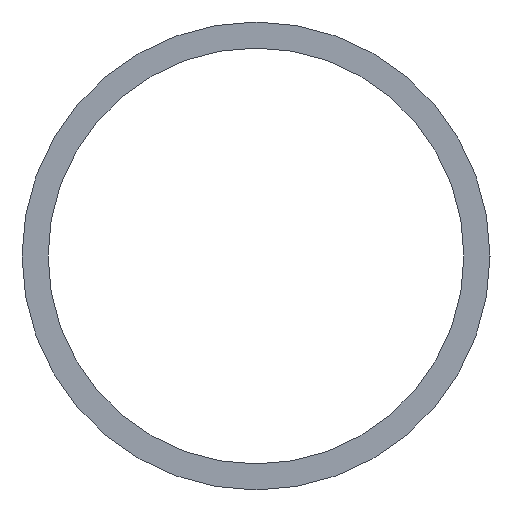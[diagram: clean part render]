
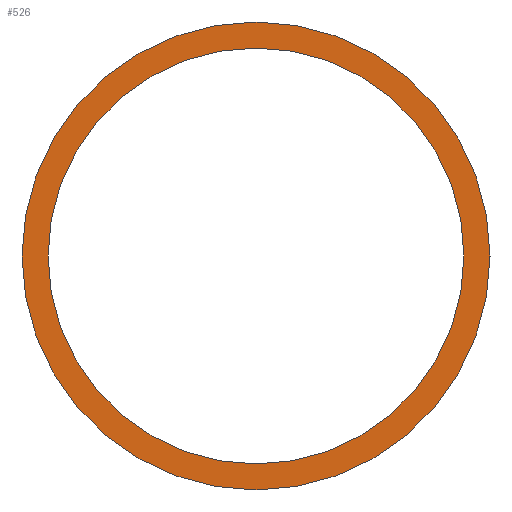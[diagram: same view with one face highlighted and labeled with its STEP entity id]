
A CAD part, left-side view. The second image highlights one B-rep face of the part: STEP entity #526.
In plain terms, the highlighted planar face has unit normal (-1, 0, 0).
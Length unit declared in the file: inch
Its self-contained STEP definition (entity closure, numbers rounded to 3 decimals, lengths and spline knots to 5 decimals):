
#1 = AXIS2_PLACEMENT_3D ( 'NONE', #524, #388, #21 ) ;
#21 = DIRECTION ( 'NONE',  ( 0., 0., -1. ) ) ;
#25 = CIRCLE ( 'NONE', #527, 0.8085 ) ;
#45 = DIRECTION ( 'NONE',  ( -1., 0., 0. ) ) ;
#97 = CIRCLE ( 'NONE', #472, 0.7185 ) ;
#98 = FACE_BOUND ( 'NONE', #468, .T. ) ;
#112 = VERTEX_POINT ( 'NONE', #332 ) ;
#130 = CARTESIAN_POINT ( 'NONE',  ( 0., 0., -0.7185 ) ) ;
#137 = DIRECTION ( 'NONE',  ( 0., 0., 1. ) ) ;
#139 = CARTESIAN_POINT ( 'NONE',  ( 0., 0., 0.8085 ) ) ;
#144 = EDGE_CURVE ( 'NONE', #411, #112, #25, .T. ) ;
#161 = EDGE_CURVE ( 'NONE', #520, #407, #415, .T. ) ;
#175 = ORIENTED_EDGE ( 'NONE', *, *, #144, .T. ) ;
#202 = AXIS2_PLACEMENT_3D ( 'NONE', #274, #231, #507 ) ;
#231 = DIRECTION ( 'NONE',  ( -1., 0., 0. ) ) ;
#235 = CIRCLE ( 'NONE', #202, 0.8085 ) ;
#238 = CARTESIAN_POINT ( 'NONE',  ( 0., 0., 0. ) ) ;
#254 = ORIENTED_EDGE ( 'NONE', *, *, #339, .F. ) ;
#274 = CARTESIAN_POINT ( 'NONE',  ( 0., 0., 0. ) ) ;
#284 = PLANE ( 'NONE',  #1 ) ;
#290 = DIRECTION ( 'NONE',  ( -1., 0., 0. ) ) ;
#332 = CARTESIAN_POINT ( 'NONE',  ( 0., 0., -0.8085 ) ) ;
#339 = EDGE_CURVE ( 'NONE', #407, #520, #97, .T. ) ;
#344 = EDGE_CURVE ( 'NONE', #112, #411, #235, .T. ) ;
#355 = ORIENTED_EDGE ( 'NONE', *, *, #344, .T. ) ;
#388 = DIRECTION ( 'NONE',  ( 1., 0., 0. ) ) ;
#407 = VERTEX_POINT ( 'NONE', #130 ) ;
#411 = VERTEX_POINT ( 'NONE', #139 ) ;
#415 = CIRCLE ( 'NONE', #557, 0.7185 ) ;
#433 = DIRECTION ( 'NONE',  ( -1., 0., 0. ) ) ;
#468 = EDGE_LOOP ( 'NONE', ( #496, #254 ) ) ;
#470 = CARTESIAN_POINT ( 'NONE',  ( 0., 0., 0. ) ) ;
#472 = AXIS2_PLACEMENT_3D ( 'NONE', #559, #45, #137 ) ;
#483 = DIRECTION ( 'NONE',  ( 0., 0., 1. ) ) ;
#496 = ORIENTED_EDGE ( 'NONE', *, *, #161, .F. ) ;
#507 = DIRECTION ( 'NONE',  ( 0., 0., 1. ) ) ;
#520 = VERTEX_POINT ( 'NONE', #522 ) ;
#522 = CARTESIAN_POINT ( 'NONE',  ( 0., 0., 0.7185 ) ) ;
#524 = CARTESIAN_POINT ( 'NONE',  ( 0., 0.8085, 0. ) ) ;
#526 = ADVANCED_FACE ( 'NONE', ( #98, #564 ), #284, .F. ) ;
#527 = AXIS2_PLACEMENT_3D ( 'NONE', #238, #290, #483 ) ;
#549 = EDGE_LOOP ( 'NONE', ( #175, #355 ) ) ;
#557 = AXIS2_PLACEMENT_3D ( 'NONE', #470, #433, #575 ) ;
#559 = CARTESIAN_POINT ( 'NONE',  ( 0., 0., 0. ) ) ;
#564 = FACE_OUTER_BOUND ( 'NONE', #549, .T. ) ;
#575 = DIRECTION ( 'NONE',  ( 0., 0., 1. ) ) ;
